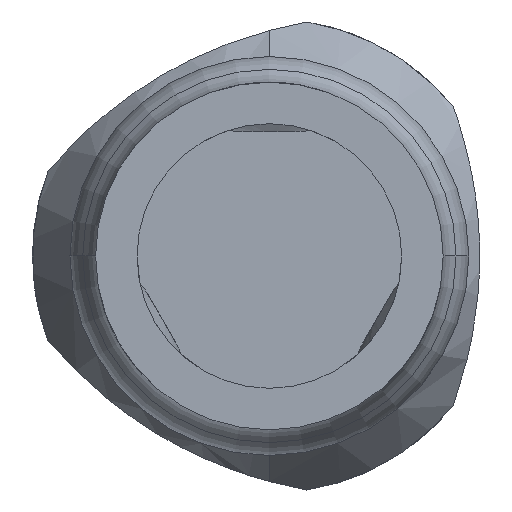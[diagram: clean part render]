
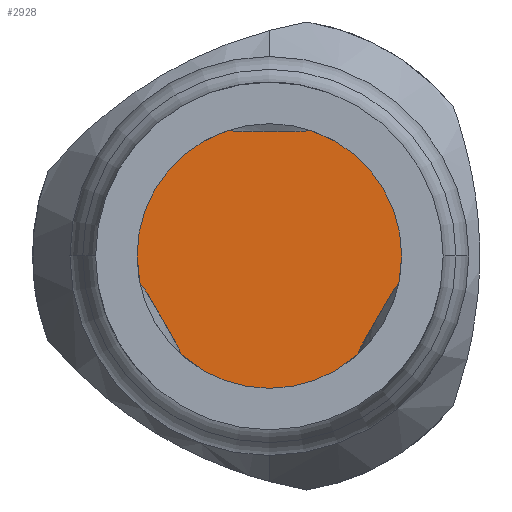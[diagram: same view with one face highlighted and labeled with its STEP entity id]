
A CAD part, front view. The second image highlights one B-rep face of the part: STEP entity #2928.
In plain terms, the highlighted planar face has unit normal (0, -1, 0).
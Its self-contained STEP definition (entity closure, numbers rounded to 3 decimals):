
#390 = EDGE_CURVE ( 'Defeature ausgef�hrt1_0+Defeature ausgef�hrt1_42+Defeature ausgef�hrt1_42+Defeature ausgef�hrt1_42', #3550, #4201, #5818, .T. ) ;
#1154 = DIRECTION ( 'NONE',  ( 1., 0., 0. ) ) ;
#1187 = DIRECTION ( 'NONE',  ( 1., 0., 0. ) ) ;
#1215 = CARTESIAN_POINT ( 'NONE',  ( -0.338, -25.3, 0. ) ) ;
#1389 = PLANE ( 'NONE',  #2863 ) ;
#1564 = CIRCLE ( 'NONE', #2781, 0.338 ) ;
#1569 = FACE_OUTER_BOUND ( 'NONE', #3607, .T. ) ;
#2061 = DIRECTION ( 'NONE',  ( 0., 1., 0. ) ) ;
#2083 = CARTESIAN_POINT ( 'NONE',  ( 0.338, -25.3, 0. ) ) ;
#2528 = DIRECTION ( 'NONE',  ( 0., 1., 0. ) ) ;
#2781 = AXIS2_PLACEMENT_3D ( 'NONE', #3937, #2528, #1187 ) ;
#2807 = AXIS2_PLACEMENT_3D ( 'NONE', #3882, #2061, #1154 ) ;
#2863 = AXIS2_PLACEMENT_3D ( 'NONE', #4547, #5463, #5021 ) ;
#2928 = ADVANCED_FACE ( 'Defeature ausgef�hrt1_42', ( #1569 ), #1389, .F. ) ;
#3116 = EDGE_CURVE ( 'Defeature ausgef�hrt1_0+Defeature ausgef�hrt1_42+Defeature ausgef�hrt1_42+Defeature ausgef�hrt1_42', #4201, #3550, #1564, .T. ) ;
#3550 = VERTEX_POINT ( 'NONE', #2083 ) ;
#3607 = EDGE_LOOP ( 'NONE', ( #4157, #4692 ) ) ;
#3882 = CARTESIAN_POINT ( 'NONE',  ( 0., -25.3, 0. ) ) ;
#3937 = CARTESIAN_POINT ( 'NONE',  ( 0., -25.3, 0. ) ) ;
#4157 = ORIENTED_EDGE ( 'NONE', *, *, #3116, .F. ) ;
#4201 = VERTEX_POINT ( 'NONE', #1215 ) ;
#4547 = CARTESIAN_POINT ( 'NONE',  ( 0., -25.3, 0. ) ) ;
#4692 = ORIENTED_EDGE ( 'NONE', *, *, #390, .F. ) ;
#5021 = DIRECTION ( 'NONE',  ( -1., 0., 0. ) ) ;
#5463 = DIRECTION ( 'NONE',  ( 0., 1., 0. ) ) ;
#5818 = CIRCLE ( 'NONE', #2807, 0.338 ) ;
